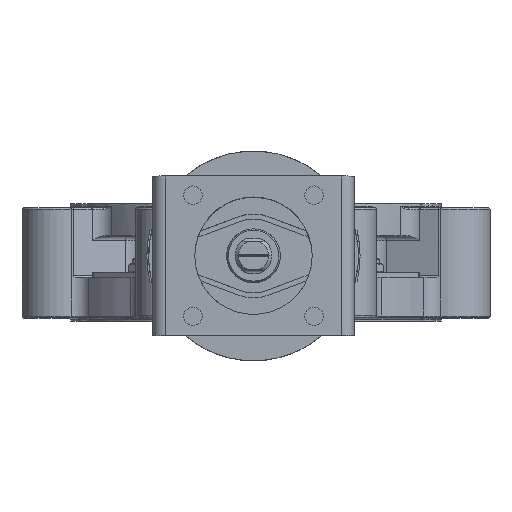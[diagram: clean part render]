
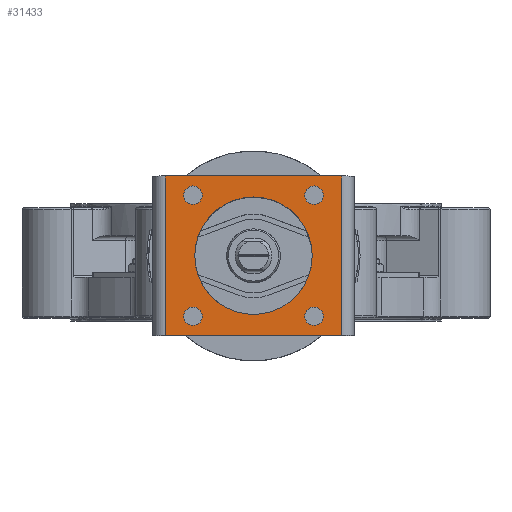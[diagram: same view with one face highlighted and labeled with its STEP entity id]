
A CAD part, top view. The second image highlights one B-rep face of the part: STEP entity #31433.
In plain terms, the highlighted planar face has unit normal (0, 0, 1).
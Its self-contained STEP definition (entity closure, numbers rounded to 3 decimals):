
#2852=LINE('',#59312,#4560);
#2861=LINE('',#59341,#4569);
#2867=LINE('',#59356,#4575);
#2868=LINE('',#59357,#4576);
#4560=VECTOR('',#42506,10.);
#4569=VECTOR('',#42531,10.);
#4575=VECTOR('',#42547,10.);
#4576=VECTOR('',#42548,10.);
#5547=PLANE('',#34623);
#7753=FACE_BOUND('',#12313,.T.);
#7754=FACE_BOUND('',#12314,.T.);
#7755=FACE_BOUND('',#12315,.T.);
#7756=FACE_BOUND('',#12316,.T.);
#7757=FACE_BOUND('',#12317,.T.);
#10056=FACE_OUTER_BOUND('',#12312,.T.);
#12312=EDGE_LOOP('',(#29019,#29020,#29021,#29022));
#12313=EDGE_LOOP('',(#29023));
#12314=EDGE_LOOP('',(#29024));
#12315=EDGE_LOOP('',(#29025));
#12316=EDGE_LOOP('',(#29026));
#12317=EDGE_LOOP('',(#29027));
#13998=CIRCLE('',#34624,5.5);
#13999=CIRCLE('',#34625,5.5);
#14000=CIRCLE('',#34626,5.5);
#14001=CIRCLE('',#34627,5.5);
#14002=CIRCLE('',#34628,35.);
#16706=VERTEX_POINT('',#59309);
#16707=VERTEX_POINT('',#59311);
#16719=VERTEX_POINT('',#59340);
#16723=VERTEX_POINT('',#59355);
#16724=VERTEX_POINT('',#59358);
#16725=VERTEX_POINT('',#59360);
#16726=VERTEX_POINT('',#59362);
#16727=VERTEX_POINT('',#59364);
#16728=VERTEX_POINT('',#59366);
#20857=EDGE_CURVE('',#16706,#16707,#2852,.T.);
#20872=EDGE_CURVE('',#16707,#16719,#2861,.T.);
#20880=EDGE_CURVE('',#16723,#16706,#2867,.T.);
#20881=EDGE_CURVE('',#16719,#16723,#2868,.T.);
#20882=EDGE_CURVE('',#16724,#16724,#13998,.T.);
#20883=EDGE_CURVE('',#16725,#16725,#13999,.T.);
#20884=EDGE_CURVE('',#16726,#16726,#14000,.T.);
#20885=EDGE_CURVE('',#16727,#16727,#14001,.T.);
#20886=EDGE_CURVE('',#16728,#16728,#14002,.T.);
#29019=ORIENTED_EDGE('',*,*,#20880,.F.);
#29020=ORIENTED_EDGE('',*,*,#20881,.F.);
#29021=ORIENTED_EDGE('',*,*,#20872,.F.);
#29022=ORIENTED_EDGE('',*,*,#20857,.F.);
#29023=ORIENTED_EDGE('',*,*,#20882,.T.);
#29024=ORIENTED_EDGE('',*,*,#20883,.T.);
#29025=ORIENTED_EDGE('',*,*,#20884,.T.);
#29026=ORIENTED_EDGE('',*,*,#20885,.T.);
#29027=ORIENTED_EDGE('',*,*,#20886,.T.);
#31433=ADVANCED_FACE('',(#10056,#7753,#7754,#7755,#7756,#7757),#5547,.T.);
#34623=AXIS2_PLACEMENT_3D('',#59354,#42545,#42546);
#34624=AXIS2_PLACEMENT_3D('',#59359,#42549,#42550);
#34625=AXIS2_PLACEMENT_3D('',#59361,#42551,#42552);
#34626=AXIS2_PLACEMENT_3D('',#59363,#42553,#42554);
#34627=AXIS2_PLACEMENT_3D('',#59365,#42555,#42556);
#34628=AXIS2_PLACEMENT_3D('',#59367,#42557,#42558);
#42506=DIRECTION('',(1.,0.,0.));
#42531=DIRECTION('',(0.,-1.,0.));
#42545=DIRECTION('center_axis',(0.,0.,
1.));
#42546=DIRECTION('ref_axis',(1.,0.,0.));
#42547=DIRECTION('',(0.,1.,0.));
#42548=DIRECTION('',(-1.,0.,0.));
#42549=DIRECTION('center_axis',(0.,0.,
-1.));
#42550=DIRECTION('ref_axis',(0.,-1.,0.));
#42551=DIRECTION('center_axis',(0.,0.,
-1.));
#42552=DIRECTION('ref_axis',(1.,0.,0.));
#42553=DIRECTION('center_axis',(0.,0.,
-1.));
#42554=DIRECTION('ref_axis',(0.,1.,0.));
#42555=DIRECTION('center_axis',(0.,0.,
-1.));
#42556=DIRECTION('ref_axis',(-1.,0.,0.));
#42557=DIRECTION('center_axis',(0.,0.,
-1.));
#42558=DIRECTION('ref_axis',(-1.,0.,0.));
#59309=CARTESIAN_POINT('',(-54.,47.5,342.));
#59311=CARTESIAN_POINT('',(51.,47.5,342.));
#59312=CARTESIAN_POINT('',(-61.5,47.5,342.));
#59340=CARTESIAN_POINT('',(51.,-47.5,342.));
#59341=CARTESIAN_POINT('',(51.,0.,342.));
#59354=CARTESIAN_POINT('Origin',(-1.5,0.,
342.));
#59355=CARTESIAN_POINT('',(-54.,-47.5,342.));
#59356=CARTESIAN_POINT('',(-54.,0.,342.));
#59357=CARTESIAN_POINT('',(-61.5,-47.5,342.));
#59358=CARTESIAN_POINT('',(-37.562,41.562,342.));
#59359=CARTESIAN_POINT('Origin',(-37.562,36.062,342.));
#59360=CARTESIAN_POINT('',(-43.062,-36.062,342.));
#59361=CARTESIAN_POINT('Origin',(-37.562,-36.062,342.));
#59362=CARTESIAN_POINT('',(34.562,-41.562,342.));
#59363=CARTESIAN_POINT('Origin',(34.562,-36.062,342.));
#59364=CARTESIAN_POINT('',(40.062,36.062,342.));
#59365=CARTESIAN_POINT('Origin',(34.562,36.062,342.));
#59366=CARTESIAN_POINT('',(33.5,0.,342.));
#59367=CARTESIAN_POINT('Origin',(-1.5,0.,
342.));
